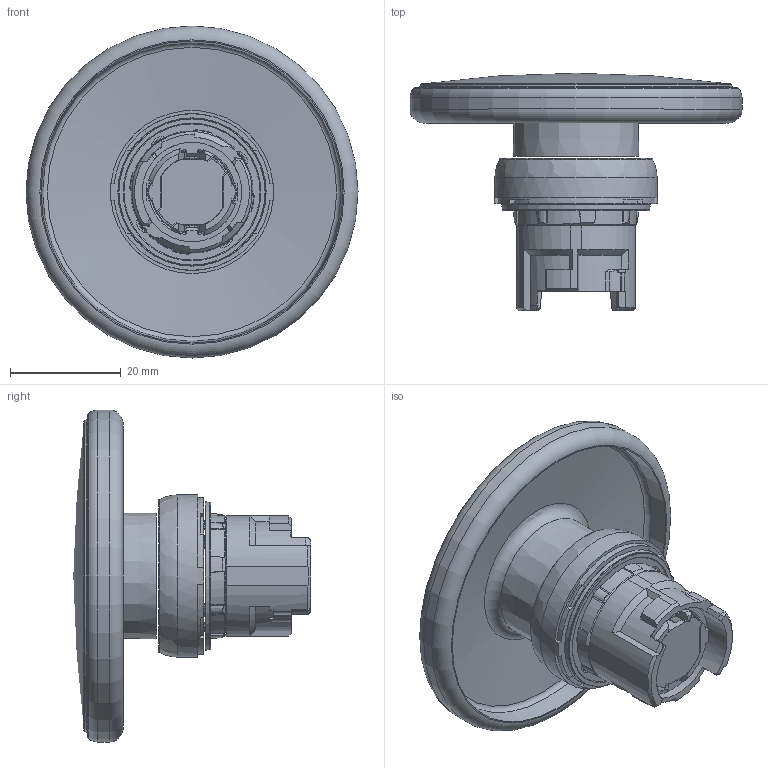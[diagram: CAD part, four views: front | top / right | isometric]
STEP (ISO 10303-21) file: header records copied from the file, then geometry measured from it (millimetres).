
FILE_DESCRIPTION(/* description */ (''),/* implementation_level */ '2;1');
FILE_NAME(/* name */ 'FILE_STP_CAD_DRAWING_LPSB616_CATALOG_prt.stp',/* time_stamp */ '2020-10-16T13:34:48+02:00',/* author */ (''),/* organization */ (''),/* preprocessor_version */ 'ST-DEVELOPER v16.7',/* originating_system */ 'SIEMENS PLM Software NX 12.0',/* authorisation */ '');
FILE_SCHEMA (('AUTOMOTIVE_DESIGN { 1 0 10303 214 3 1 1 1 }'));
Length unit declared in the file: millimetre
Products named in the file (1): LPSB616_CATALOG
Bounding box: 60 x 42.9 x 60 mm (x, y, z)
Surface area: 12324 mm2 (no closed solid volume)
Topology: 0 solids, 7 shells, 277 faces, 937 edges, 645 vertices
Faces by surface type: plane 124, cone 81, cylinder 39, torus 18, bspline 13, sphere 2
Full cylindrical faces by diameter (mm): 14.6 x1, 18 x1, 20.5 x1, 26.4 x1, 60 x1
Entity records: 10780 total; most frequent: CARTESIAN_POINT 2859, DIRECTION 1692, ORIENTED_EDGE 1544, EDGE_CURVE 901, AXIS2_PLACEMENT_3D 673, VERTEX_POINT 633, LINE 346, VECTOR 346
